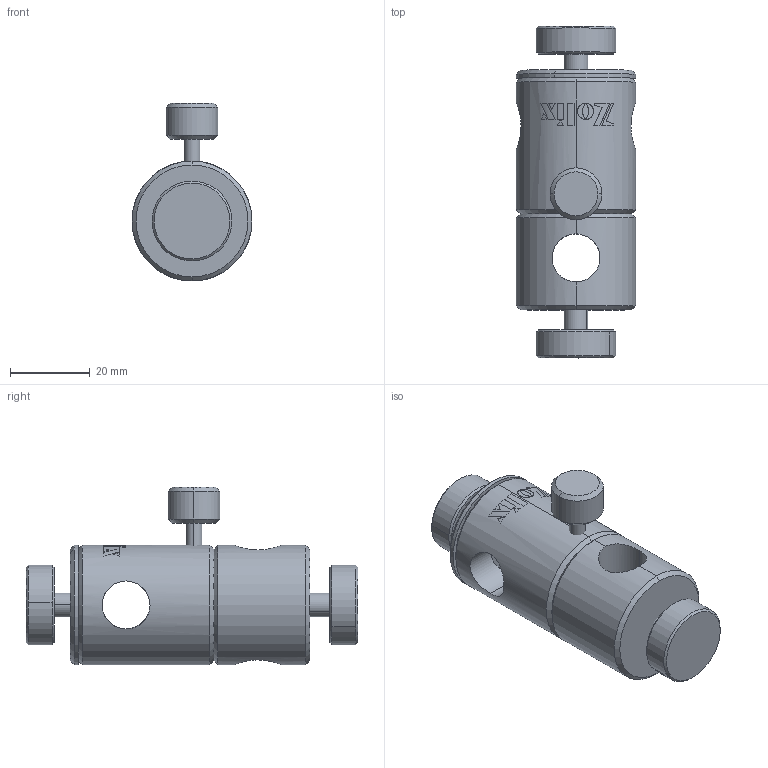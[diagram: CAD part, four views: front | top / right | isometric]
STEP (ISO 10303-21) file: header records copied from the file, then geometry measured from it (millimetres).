
FILE_DESCRIPTION (( 'STEP AP203' ), '1' );
FILE_NAME ('PHUC-1.STEP', '2022-07-20T02:23:26', ( '' ), ( '' ), 'SwSTEP 2.0', 'SolidWorks 2021', '' );
FILE_SCHEMA (( 'CONFIG_CONTROL_DESIGN' ));
Length unit declared in the file: millimetre
Products named in the file (1): PHUC-1
Bounding box: 30 x 83 x 44.5 mm (x, y, z)
Volume: 40543.2 mm3; surface area: 16766.3 mm2
Topology: 7 solids, 7 shells, 273 faces, 684 edges, 440 vertices
Faces by surface type: bspline 121, cylinder 66, plane 44, cone 42
Entity records: 9397 total; most frequent: CARTESIAN_POINT 3801, ORIENTED_EDGE 1360, DIRECTION 746, EDGE_CURVE 680, VERTEX_POINT 440, B_SPLINE_CURVE_WITH_KNOTS 398, AXIS2_PLACEMENT_3D 311, EDGE_LOOP 308
